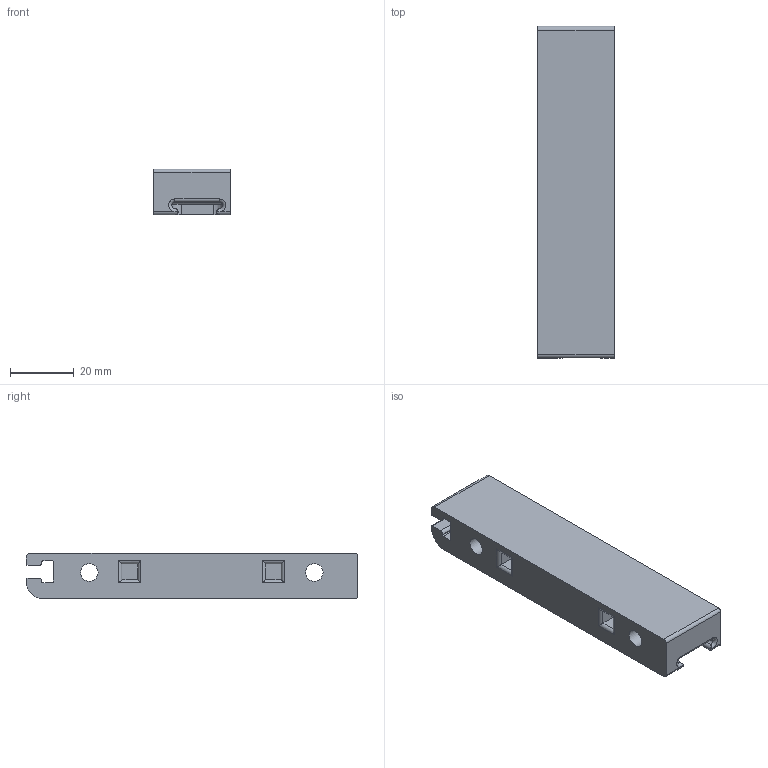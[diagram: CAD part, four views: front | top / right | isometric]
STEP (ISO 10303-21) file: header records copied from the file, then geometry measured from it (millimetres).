
FILE_DESCRIPTION(/* description */ (''),/* implementation_level */ '2;1');
FILE_NAME(/* name */ 'body x13.step',/* time_stamp */ '2021-06-12T00:08:20+02:00',/* author */ (''),/* organization */ (''),/* preprocessor_version */ 'ST-DEVELOPER v18.1',/* originating_system */ 'Autodesk Translation Framework v10.9.0.1377',/* authorisation */ '');
FILE_SCHEMA (('AUTOMOTIVE_DESIGN { 1 0 10303 214 3 1 1 }'));
Length unit declared in the file: millimetre
Products named in the file (1): body x13
Bounding box: 24.11 x 104 x 14.3 mm (x, y, z)
Volume: 27171.7 mm3; surface area: 11387.2 mm2
Topology: 1 solids, 1 shells, 89 faces, 231 edges, 148 vertices
Faces by surface type: plane 45, cylinder 42, torus 2
Full cylindrical faces by diameter (mm): 5.5 x2
Entity records: 2919 total; most frequent: CARTESIAN_POINT 666, ORIENTED_EDGE 462, DIRECTION 461, EDGE_CURVE 231, AXIS2_PLACEMENT_3D 157, VERTEX_POINT 148, LINE 147, VECTOR 147
